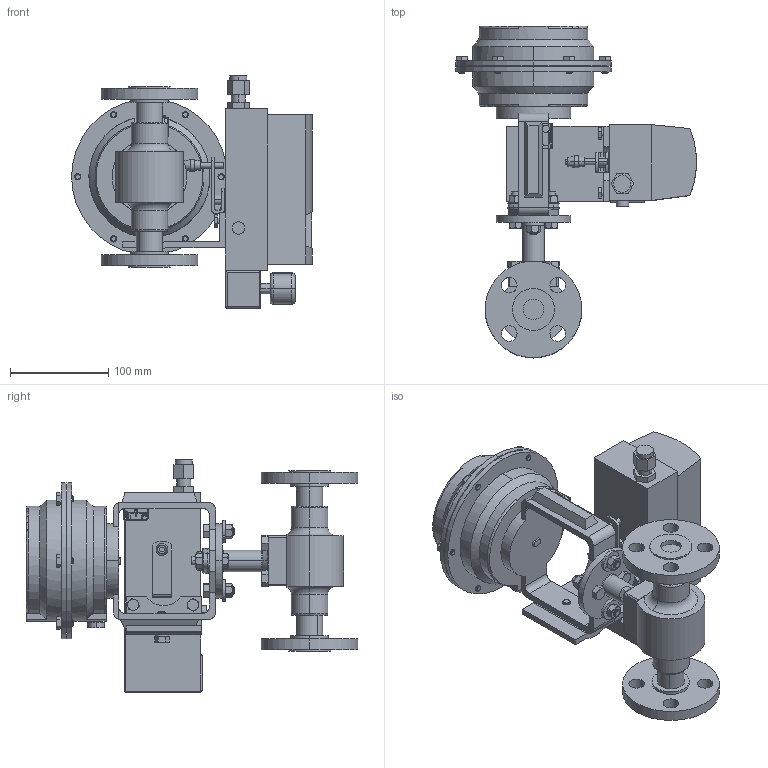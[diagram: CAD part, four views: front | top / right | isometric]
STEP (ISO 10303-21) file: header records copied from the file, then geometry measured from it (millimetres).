
FILE_DESCRIPTION (( 'STEP AP203' ), '1' );
FILE_NAME ('708SP-075-CB+HC+SB+A2-F5-14M-16IQ.STEP', '2017-09-14T13:25:14', ( '' ), ( '' ), 'SwSTEP 2.0', 'SolidWorks 2014', '' );
FILE_SCHEMA (( 'CONFIG_CONTROL_DESIGN' ));
Length unit declared in the file: inch
Products named in the file (1): 708SP-075-CB+HC+SB+A2-F5-14M-16IQ
Bounding box: 245.46 x 338.09 x 236.54 mm (x, y, z)
Volume: 2939635.8 mm3; surface area: 306129 mm2
Topology: 3 solids, 3 shells, 916 faces, 2223 edges, 1387 vertices
Faces by surface type: plane 415, cylinder 218, cone 179, bspline 62, torus 40, sphere 2
Entity records: 33100 total; most frequent: CARTESIAN_POINT 12108, ORIENTED_EDGE 4438, DIRECTION 4160, EDGE_CURVE 2219, AXIS2_PLACEMENT_3D 1548, VERTEX_POINT 1387, VECTOR 1064, LINE 1064
